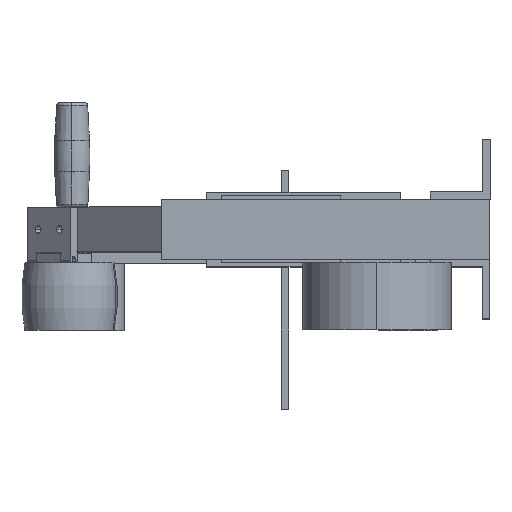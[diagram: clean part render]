
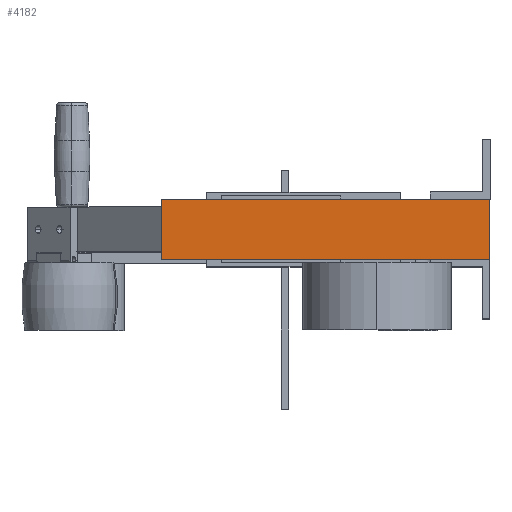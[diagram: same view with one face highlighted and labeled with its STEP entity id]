
A CAD part, top view. The second image highlights one B-rep face of the part: STEP entity #4182.
In plain terms, the highlighted face is planar.
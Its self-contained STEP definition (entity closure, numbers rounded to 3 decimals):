
#115 = PLANE ( 'NONE',  #6350 ) ;
#236 = DIRECTION ( 'NONE',  ( 1., 0., 0. ) ) ;
#330 = CARTESIAN_POINT ( 'NONE',  ( 2., 0., 11. ) ) ;
#915 = EDGE_CURVE ( 'NONE', #5752, #4564, #6450, .T. ) ;
#986 = DIRECTION ( 'NONE',  ( 0., 1., 0. ) ) ;
#1885 = EDGE_LOOP ( 'NONE', ( #5984, #10736, #5599, #7874 ) ) ;
#2236 = CARTESIAN_POINT ( 'NONE',  ( 2., 0., 11. ) ) ;
#2290 = EDGE_CURVE ( 'NONE', #8842, #7220, #9851, .T. ) ;
#2715 = VECTOR ( 'NONE', #6228, 1000. ) ;
#3316 = CARTESIAN_POINT ( 'NONE',  ( 0., 0., 0. ) ) ;
#3435 = LINE ( 'NONE', #7053, #9879 ) ;
#3492 = CARTESIAN_POINT ( 'NONE',  ( 0., 0., 11. ) ) ;
#3931 = VECTOR ( 'NONE', #4922, 1000. ) ;
#4144 = CARTESIAN_POINT ( 'NONE',  ( 0., 0., 0. ) ) ;
#4182 = ADVANCED_FACE ( 'NONE', ( #5174 ), #115, .F. ) ;
#4355 = EDGE_CURVE ( 'NONE', #7220, #4564, #7474, .T. ) ;
#4564 = VERTEX_POINT ( 'NONE', #5606 ) ;
#4922 = DIRECTION ( 'NONE',  ( 1., 0., 0. ) ) ;
#5174 = FACE_OUTER_BOUND ( 'NONE', #1885, .T. ) ;
#5401 = VECTOR ( 'NONE', #236, 1000. ) ;
#5599 = ORIENTED_EDGE ( 'NONE', *, *, #2290, .F. ) ;
#5606 = CARTESIAN_POINT ( 'NONE',  ( 2., 0., 0. ) ) ;
#5752 = VERTEX_POINT ( 'NONE', #4144 ) ;
#5984 = ORIENTED_EDGE ( 'NONE', *, *, #915, .T. ) ;
#6206 = DIRECTION ( 'NONE',  ( 0., 0., -1. ) ) ;
#6228 = DIRECTION ( 'NONE',  ( 0., 0., -1. ) ) ;
#6350 = AXIS2_PLACEMENT_3D ( 'NONE', #3492, #986, #6892 ) ;
#6450 = LINE ( 'NONE', #3316, #3931 ) ;
#6892 = DIRECTION ( 'NONE',  ( 0., 0., 1. ) ) ;
#6995 = EDGE_CURVE ( 'NONE', #8842, #5752, #3435, .T. ) ;
#7053 = CARTESIAN_POINT ( 'NONE',  ( 0., 0., 11. ) ) ;
#7220 = VERTEX_POINT ( 'NONE', #2236 ) ;
#7474 = LINE ( 'NONE', #330, #2715 ) ;
#7803 = CARTESIAN_POINT ( 'NONE',  ( 0., 0., 11. ) ) ;
#7874 = ORIENTED_EDGE ( 'NONE', *, *, #6995, .T. ) ;
#8175 = CARTESIAN_POINT ( 'NONE',  ( 0., 0., 11. ) ) ;
#8842 = VERTEX_POINT ( 'NONE', #8175 ) ;
#9851 = LINE ( 'NONE', #7803, #5401 ) ;
#9879 = VECTOR ( 'NONE', #6206, 1000. ) ;
#10736 = ORIENTED_EDGE ( 'NONE', *, *, #4355, .F. ) ;
